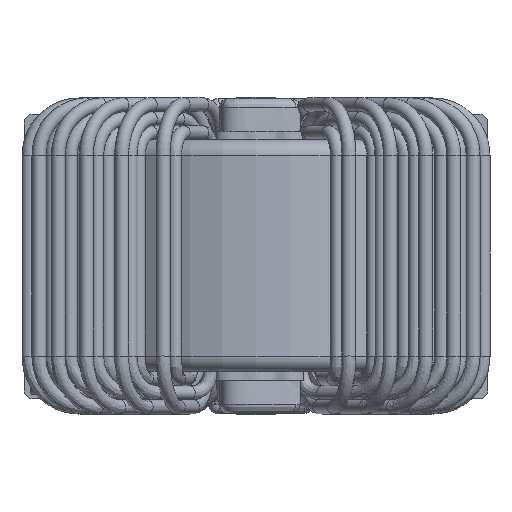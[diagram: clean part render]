
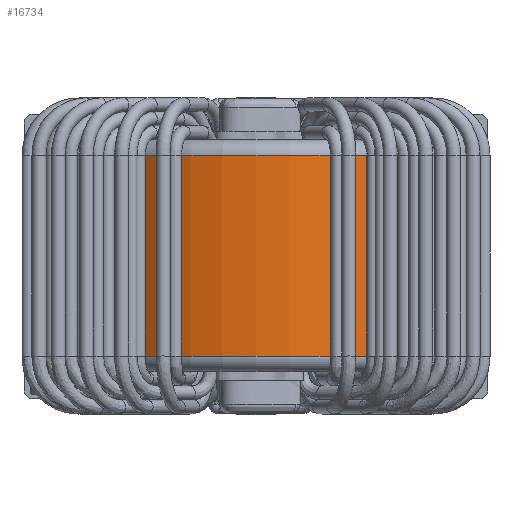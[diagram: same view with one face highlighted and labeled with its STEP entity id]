
A CAD part, top view. The second image highlights one B-rep face of the part: STEP entity #16734.
In plain terms, the highlighted cylindrical face has radius 12.5 mm (diameter 25 mm), a full revolution.
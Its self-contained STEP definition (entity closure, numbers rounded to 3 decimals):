
#2001=ORIENTED_EDGE('',*,*,#4297,.T.);
#2002=ORIENTED_EDGE('',*,*,#4298,.T.);
#4297=EDGE_CURVE('',#5586,#5586,#6639,.T.);
#4298=EDGE_CURVE('',#5587,#5587,#6640,.F.);
#5586=VERTEX_POINT('',#38872);
#5587=VERTEX_POINT('',#38874);
#6639=CIRCLE('',#17855,12.5);
#6640=CIRCLE('',#17856,12.5);
#7687=EDGE_LOOP('',(#2001));
#7688=EDGE_LOOP('',(#2002));
#9176=FACE_BOUND('',#7687,.T.);
#9177=FACE_BOUND('',#7688,.T.);
#10235=CYLINDRICAL_SURFACE('',#17854,12.5);
#16734=ADVANCED_FACE('',(#9176,#9177),#10235,.T.);
#17854=AXIS2_PLACEMENT_3D('',#38870,#19793,#19794);
#17855=AXIS2_PLACEMENT_3D('',#38871,#19795,#19796);
#17856=AXIS2_PLACEMENT_3D('',#38873,#19797,#19798);
#19793=DIRECTION('',(0.,1.,0.));
#19794=DIRECTION('',(0.,0.,1.));
#19795=DIRECTION('',(0.,1.,0.));
#19796=DIRECTION('',(0.,0.,1.));
#19797=DIRECTION('',(0.,1.,0.));
#19798=DIRECTION('',(0.,0.,1.));
#38870=CARTESIAN_POINT('',(0.,-7.5,19.5));
#38871=CARTESIAN_POINT('',(0.,-6.5,19.5));
#38872=CARTESIAN_POINT('',(0.,-6.5,32.));
#38873=CARTESIAN_POINT('',(0.,6.5,19.5));
#38874=CARTESIAN_POINT('',(0.,6.5,32.));
